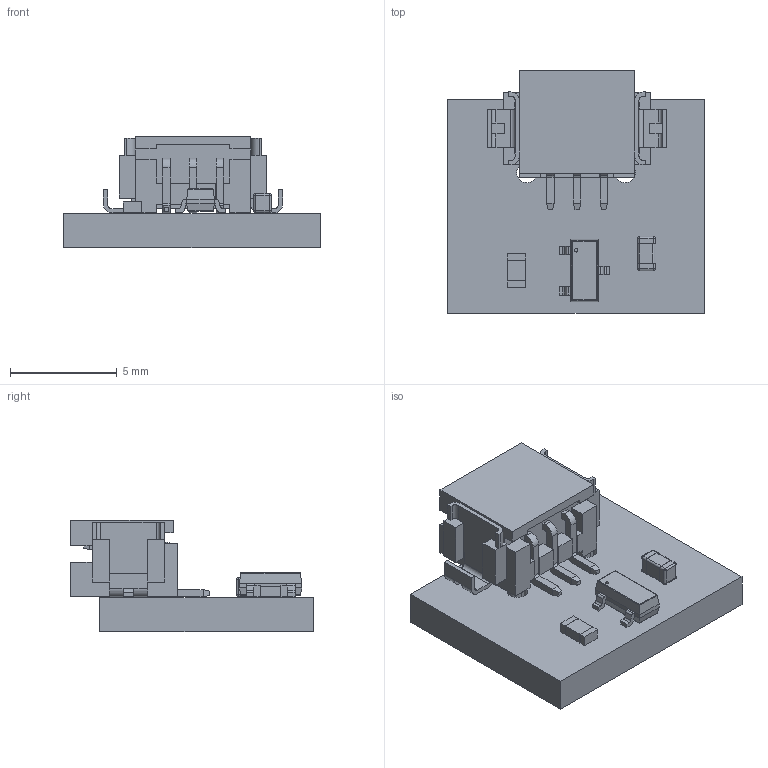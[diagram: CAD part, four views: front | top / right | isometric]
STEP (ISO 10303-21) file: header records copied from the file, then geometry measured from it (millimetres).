
FILE_DESCRIPTION(('KiCad electronic assembly'),'2;1');
FILE_NAME('TINY_HALL_SENSOR.step','2024-09-20T17:56:54',('Pcbnew'),( 'Kicad'),'Open CASCADE STEP processor 7.8','KiCad to STEP converter' ,'Unknown');
FILE_SCHEMA(('AUTOMOTIVE_DESIGN { 1 0 10303 214 1 1 1 1 }'));
Length unit declared in the file: millimetre
Products named in the file (10): TINY_HALL_SENSOR 1; DRV5032DUDBZR; ASSEMBLY; KGF15AR71E104JT; DF13-3P-1.25H_75_; DF13-3P-1.25HÈª; CRCW06034M32DHEAP; TINY_HALL_SENSOR_PCB
Assembly tree (9 placements, depth 3):
  TINY_HALL_SENSOR 1
    DRV5032DUDBZR
      ASSEMBLY
    KGF15AR71E104JT
      ASSEMBLY
    DF13-3P-1.25H_75_
      DF13-3P-1.25HÈª
    CRCW06034M32DHEAP
      ASSEMBLY
    TINY_HALL_SENSOR_PCB
Bounding box: 12 x 11.36 x 5.23 mm (x, y, z)
Volume: 258.5 mm3; surface area: 594.5 mm2
Topology: 12 solids, 12 shells, 407 faces, 1062 edges, 670 vertices
Faces by surface type: plane 315, cylinder 80, sphere 8, cone 4
Full cylindrical faces by diameter (mm): 0.163 x1, 0.95 x2
Entity records: 12459 total; most frequent: CARTESIAN_POINT 2141, ORIENTED_EDGE 2108, DIRECTION 2050, EDGE_CURVE 1054, LINE 892, VECTOR 892, VERTEX_POINT 670, AXIS2_PLACEMENT_3D 579
